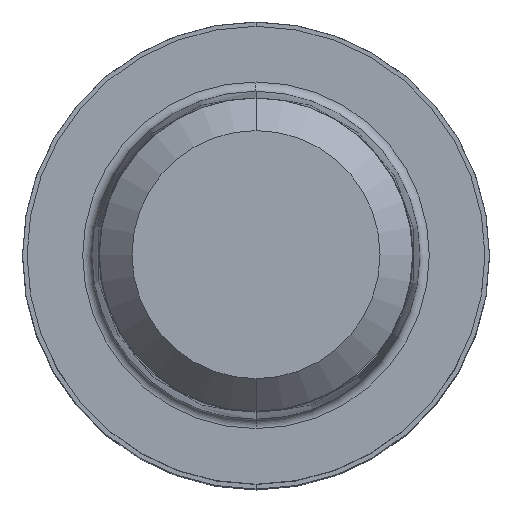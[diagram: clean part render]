
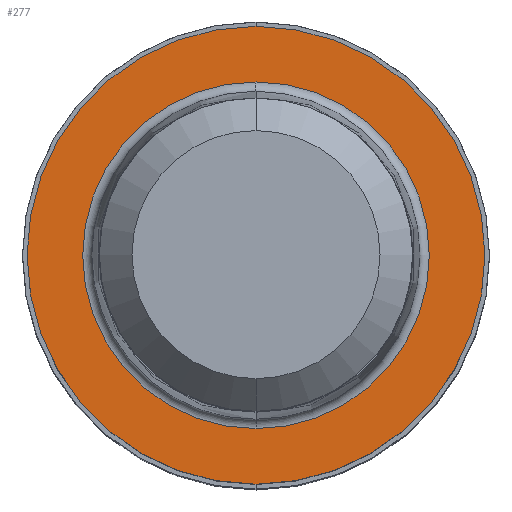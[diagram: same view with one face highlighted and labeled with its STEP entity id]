
A CAD part, top view. The second image highlights one B-rep face of the part: STEP entity #277.
In plain terms, the highlighted planar face has unit normal (0, 0, 1).
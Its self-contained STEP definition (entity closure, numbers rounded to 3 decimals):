
#215=EDGE_CURVE('',#477,#227,#540,.T.);
#227=VERTEX_POINT('',#553);
#251=VERTEX_POINT('',#580);
#277=ADVANCED_FACE('',(#611,#612),#613,.T.);
#285=EDGE_CURVE('',#251,#381,#622,.T.);
#367=EDGE_CURVE('',#381,#251,#713,.T.);
#381=VERTEX_POINT('',#732);
#449=EDGE_CURVE('',#227,#477,#807,.T.);
#477=VERTEX_POINT('',#837);
#540=CIRCLE('',#901,7.42);
#553=CARTESIAN_POINT('',(0.,-7.42,0.01));
#580=CARTESIAN_POINT('',(0.0,9.8,0.01));
#611=FACE_OUTER_BOUND('',#986,.T.);
#612=FACE_BOUND('',#987,.T.);
#613=PLANE('',#988);
#622=CIRCLE('',#999,9.8);
#713=CIRCLE('',#1122,9.8);
#732=CARTESIAN_POINT('',(0.,-9.8,0.01));
#807=CIRCLE('',#1243,7.42);
#837=CARTESIAN_POINT('',(0.0,7.42,0.01));
#901=AXIS2_PLACEMENT_3D('',#1353,#1354,#1355);
#986=EDGE_LOOP('',(#1440,#1441));
#987=EDGE_LOOP('',(#1442,#1443));
#988=AXIS2_PLACEMENT_3D('',#1444,#1445,#1446);
#999=AXIS2_PLACEMENT_3D('',#1458,#1459,#1460);
#1122=AXIS2_PLACEMENT_3D('',#1575,#1576,#1577);
#1243=AXIS2_PLACEMENT_3D('',#1698,#1699,#1700);
#1353=CARTESIAN_POINT('',(0.0,0.0,0.01));
#1354=DIRECTION('',(0.0,0.0,-1.0));
#1355=DIRECTION('',(0.0,1.0,0.0));
#1440=ORIENTED_EDGE('',*,*,#285,.F.);
#1441=ORIENTED_EDGE('',*,*,#367,.F.);
#1442=ORIENTED_EDGE('',*,*,#215,.T.);
#1443=ORIENTED_EDGE('',*,*,#449,.T.);
#1444=CARTESIAN_POINT('',(0.0,4.9,0.01));
#1445=DIRECTION('',(-0.0,0.0,1.0));
#1446=DIRECTION('',(0.0,-1.0,0.0));
#1458=CARTESIAN_POINT('',(0.0,0.0,0.01));
#1459=DIRECTION('',(0.0,0.0,-1.0));
#1460=DIRECTION('',(0.0,1.0,0.0));
#1575=CARTESIAN_POINT('',(0.0,0.0,0.01));
#1576=DIRECTION('',(0.0,0.0,-1.0));
#1577=DIRECTION('',(0.0,1.0,0.0));
#1698=CARTESIAN_POINT('',(0.0,0.0,0.01));
#1699=DIRECTION('',(0.0,0.0,-1.0));
#1700=DIRECTION('',(0.0,1.0,0.0));
